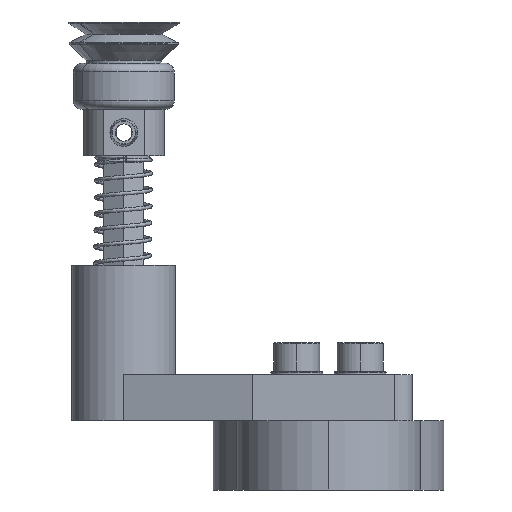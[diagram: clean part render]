
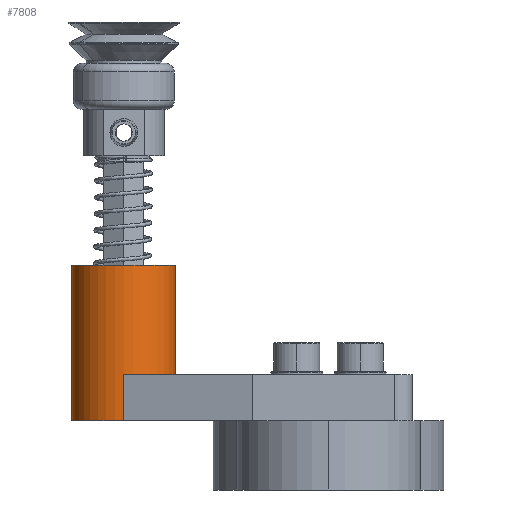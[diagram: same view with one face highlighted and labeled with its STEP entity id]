
A CAD part, left-side view. The second image highlights one B-rep face of the part: STEP entity #7808.
In plain terms, the highlighted cylindrical face has radius 9 mm (diameter 18 mm), a partial arc.
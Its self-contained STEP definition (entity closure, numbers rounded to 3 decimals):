
#262 = EDGE_CURVE ( 'NONE', #10486, #10473, #14773, .T. ) ;
#275 = EDGE_CURVE ( 'NONE', #10462, #10422, #14764, .T. ) ;
#654 = AXIS2_PLACEMENT_3D ( 'NONE', #13085, #13089, #13087 ) ;
#2489 = ORIENTED_EDGE ( 'NONE', *, *, #14393, .T. ) ;
#3098 = CIRCLE ( 'NONE', #8380, 9. ) ;
#3127 = CIRCLE ( 'NONE', #8406, 9. ) ;
#3158 = VECTOR ( 'NONE', #3826, 1000. ) ;
#3178 = LINE ( 'NONE', #3838, #3158 ) ;
#3213 = ORIENTED_EDGE ( 'NONE', *, *, #14387, .T. ) ;
#3215 = ORIENTED_EDGE ( 'NONE', *, *, #14433, .F. ) ;
#3231 = VECTOR ( 'NONE', #3914, 1000. ) ;
#3247 = LINE ( 'NONE', #3912, #3231 ) ;
#3735 = DIRECTION ( 'NONE',  ( 0., 0., -1. ) ) ;
#3754 = DIRECTION ( 'NONE',  ( 1., 0., 0. ) ) ;
#3755 = CARTESIAN_POINT ( 'NONE',  ( -25., 0., 8. ) ) ;
#3820 = DIRECTION ( 'NONE',  ( 1., 0., 0. ) ) ;
#3826 = DIRECTION ( 'NONE',  ( 0., 0., -1. ) ) ;
#3829 = DIRECTION ( 'NONE',  ( 0., 0., 1. ) ) ;
#3833 = CARTESIAN_POINT ( 'NONE',  ( -25., 0., 0. ) ) ;
#3838 = CARTESIAN_POINT ( 'NONE',  ( -34., 0., 13. ) ) ;
#3912 = CARTESIAN_POINT ( 'NONE',  ( -16., 0., 13. ) ) ;
#3914 = DIRECTION ( 'NONE',  ( 0., 0., -1. ) ) ;
#7128 = FACE_OUTER_BOUND ( 'NONE', #12797, .T. ) ;
#7165 = CYLINDRICAL_SURFACE ( 'NONE', #13759, 9. ) ;
#7808 = ADVANCED_FACE ( 'NONE', ( #7128 ), #7165, .T. ) ;
#8380 = AXIS2_PLACEMENT_3D ( 'NONE', #3755, #3735, #3754 ) ;
#8406 = AXIS2_PLACEMENT_3D ( 'NONE', #3833, #3829, #3820 ) ;
#8434 = ORIENTED_EDGE ( 'NONE', *, *, #14362, .F. ) ;
#8436 = ORIENTED_EDGE ( 'NONE', *, *, #275, .F. ) ;
#8756 = CARTESIAN_POINT ( 'NONE',  ( -34., 0., 0. ) ) ;
#8757 = CARTESIAN_POINT ( 'NONE',  ( -16., 0., 27. ) ) ;
#8793 = CARTESIAN_POINT ( 'NONE',  ( -16., 0., 8. ) ) ;
#8821 = CARTESIAN_POINT ( 'NONE',  ( -25., -9., 0. ) ) ;
#8847 = CARTESIAN_POINT ( 'NONE',  ( -25., -9., 8. ) ) ;
#8851 = CARTESIAN_POINT ( 'NONE',  ( -34., 0., 27. ) ) ;
#10417 = VERTEX_POINT ( 'NONE', #8793 ) ;
#10421 = VERTEX_POINT ( 'NONE', #8756 ) ;
#10422 = VERTEX_POINT ( 'NONE', #8757 ) ;
#10462 = VERTEX_POINT ( 'NONE', #8851 ) ;
#10473 = VERTEX_POINT ( 'NONE', #8847 ) ;
#10486 = VERTEX_POINT ( 'NONE', #8821 ) ;
#12056 = DIRECTION ( 'NONE',  ( -1., 0., 0. ) ) ;
#12068 = DIRECTION ( 'NONE',  ( 0., 0., -1. ) ) ;
#12089 = CARTESIAN_POINT ( 'NONE',  ( -25., 0., 13. ) ) ;
#12797 = EDGE_LOOP ( 'NONE', ( #3215, #8436, #2489, #3213, #12870, #8434 ) ) ;
#12870 = ORIENTED_EDGE ( 'NONE', *, *, #262, .T. ) ;
#13021 = CARTESIAN_POINT ( 'NONE',  ( -25., -9., 8. ) ) ;
#13051 = DIRECTION ( 'NONE',  ( 0., 0., 1. ) ) ;
#13085 = CARTESIAN_POINT ( 'NONE',  ( -25., 0., 27. ) ) ;
#13087 = DIRECTION ( 'NONE',  ( 1., 0., 0. ) ) ;
#13089 = DIRECTION ( 'NONE',  ( 0., 0., 1. ) ) ;
#13759 = AXIS2_PLACEMENT_3D ( 'NONE', #12089, #12068, #12056 ) ;
#14362 = EDGE_CURVE ( 'NONE', #10417, #10473, #3098, .T. ) ;
#14387 = EDGE_CURVE ( 'NONE', #10421, #10486, #3127, .T. ) ;
#14393 = EDGE_CURVE ( 'NONE', #10462, #10421, #3178, .T. ) ;
#14433 = EDGE_CURVE ( 'NONE', #10422, #10417, #3247, .T. ) ;
#14764 = CIRCLE ( 'NONE', #654, 9. ) ;
#14773 = LINE ( 'NONE', #13021, #14798 ) ;
#14798 = VECTOR ( 'NONE', #13051, 1000. ) ;
